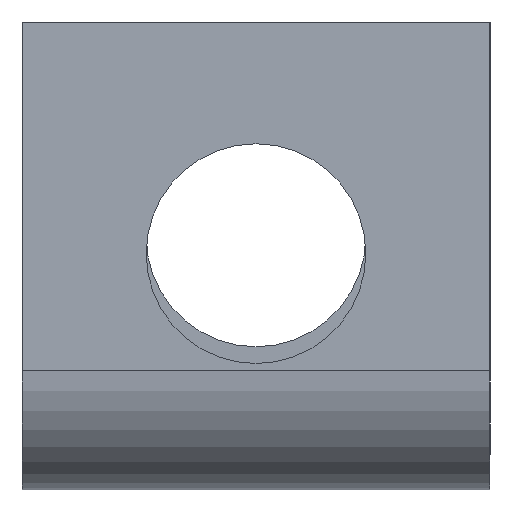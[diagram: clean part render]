
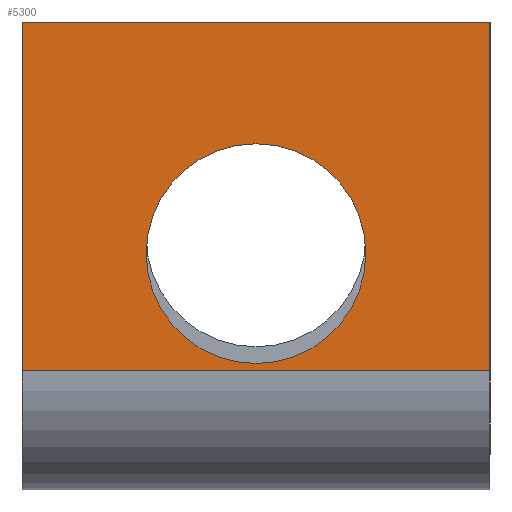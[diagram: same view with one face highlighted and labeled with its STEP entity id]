
A CAD part, left-side view. The second image highlights one B-rep face of the part: STEP entity #5300.
In plain terms, the highlighted planar face has unit normal (-1, 0, 0).
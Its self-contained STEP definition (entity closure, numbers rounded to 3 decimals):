
#24=CIRCLE('',#5563,23.);
#44=FACE_BOUND('',#671,.T.);
#138=PLANE('',#5575);
#369=FACE_OUTER_BOUND('',#670,.T.);
#670=EDGE_LOOP('',(#4106,#4107,#4108,#4109));
#671=EDGE_LOOP('',(#4110));
#1071=LINE('',#7903,#1654);
#1078=LINE('',#7937,#1661);
#1090=LINE('',#7961,#1673);
#1091=LINE('',#7962,#1674);
#1654=VECTOR('',#6022,10.);
#1661=VECTOR('',#6059,10.);
#1673=VECTOR('',#6077,10.);
#1674=VECTOR('',#6078,10.);
#2411=VERTEX_POINT('',#7900);
#2412=VERTEX_POINT('',#7902);
#2418=VERTEX_POINT('',#7916);
#2424=VERTEX_POINT('',#7936);
#2433=VERTEX_POINT('',#7960);
#3023=EDGE_CURVE('',#2411,#2412,#1071,.T.);
#3030=EDGE_CURVE('',#2418,#2418,#24,.T.);
#3040=EDGE_CURVE('',#2411,#2424,#1078,.T.);
#3052=EDGE_CURVE('',#2433,#2424,#1090,.T.);
#3053=EDGE_CURVE('',#2412,#2433,#1091,.T.);
#4106=ORIENTED_EDGE('',*,*,#3040,.T.);
#4107=ORIENTED_EDGE('',*,*,#3052,.F.);
#4108=ORIENTED_EDGE('',*,*,#3053,.F.);
#4109=ORIENTED_EDGE('',*,*,#3023,.F.);
#4110=ORIENTED_EDGE('',*,*,#3030,.T.);
#5300=ADVANCED_FACE('',(#369,#44),#138,.T.);
#5563=AXIS2_PLACEMENT_3D('',#7917,#6035,#6036);
#5575=AXIS2_PLACEMENT_3D('',#7959,#6075,#6076);
#6022=DIRECTION('',(0.,0.,-1.));
#6035=DIRECTION('center_axis',(1.,0.,0.));
#6036=DIRECTION('ref_axis',(0.,-1.,0.));
#6059=DIRECTION('',(0.,1.,0.));
#6075=DIRECTION('center_axis',(-1.,0.,0.));
#6076=DIRECTION('ref_axis',(0.,0.,-1.));
#6077=DIRECTION('',(0.,0.,1.));
#6078=DIRECTION('',(0.,1.,0.));
#7900=CARTESIAN_POINT('',(0.,-118.,100.));
#7902=CARTESIAN_POINT('',(0.,-118.,27.));
#7903=CARTESIAN_POINT('',(0.,-118.,10.));
#7916=CARTESIAN_POINT('',(0.,-46.,51.5));
#7917=CARTESIAN_POINT('Origin',(0.,-69.,51.5));
#7936=CARTESIAN_POINT('',(0.,-20.,100.));
#7937=CARTESIAN_POINT('',(0.,-65.,100.));
#7959=CARTESIAN_POINT('Origin',(0.,-20.,120.));
#7960=CARTESIAN_POINT('',(0.,-20.,27.));
#7961=CARTESIAN_POINT('',(0.,-20.,10.));
#7962=CARTESIAN_POINT('',(0.,-46.5,27.));
